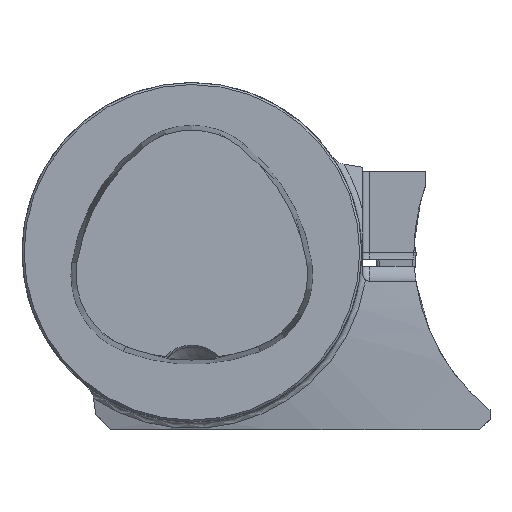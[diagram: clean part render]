
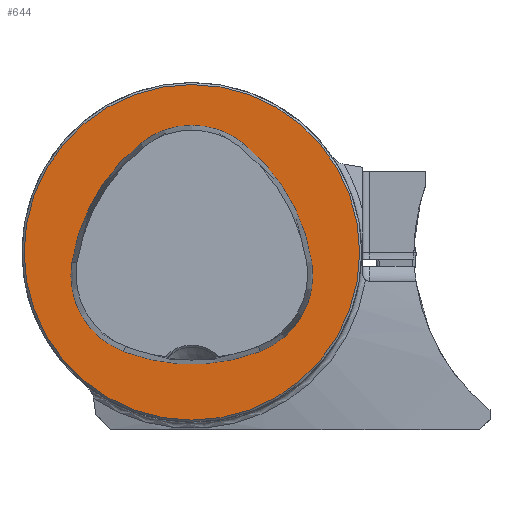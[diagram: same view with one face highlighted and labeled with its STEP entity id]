
A CAD part, top view. The second image highlights one B-rep face of the part: STEP entity #644.
In plain terms, the highlighted planar face has unit normal (0, 0, 1).
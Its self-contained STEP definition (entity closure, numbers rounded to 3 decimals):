
#108=FACE_BOUND('',#895,.T.);
#109=FACE_BOUND('',#896,.T.);
#192=PLANE('',#2428);
#644=ADVANCED_FACE('CU_FL_N1_SU_1',(#108,#109),#192,.T.);
#895=EDGE_LOOP('',(#1272,#1273,#1274,#1275,#1276,#1277));
#896=EDGE_LOOP('',(#1278));
#1004=CIRCLE('',#2419,28.075);
#1006=CIRCLE('',#2422,28.075);
#1007=CIRCLE('',#2423,12.075);
#1008=CIRCLE('',#2424,12.075);
#1009=CIRCLE('',#2425,28.075);
#1010=CIRCLE('',#2426,12.075);
#1011=CIRCLE('',#2427,24.7);
#1272=ORIENTED_EDGE('',*,*,#2077,.F.);
#1273=ORIENTED_EDGE('',*,*,#2078,.F.);
#1274=ORIENTED_EDGE('',*,*,#2070,.F.);
#1275=ORIENTED_EDGE('',*,*,#2079,.F.);
#1276=ORIENTED_EDGE('',*,*,#2080,.F.);
#1277=ORIENTED_EDGE('',*,*,#2081,.F.);
#1278=ORIENTED_EDGE('',*,*,#2082,.T.);
#1820=VERTEX_POINT('',#3995);
#1821=VERTEX_POINT('',#3997);
#1827=VERTEX_POINT('',#4029);
#1828=VERTEX_POINT('',#4030);
#1829=VERTEX_POINT('',#4033);
#1830=VERTEX_POINT('',#4035);
#1831=VERTEX_POINT('',#4038);
#2070=EDGE_CURVE('',#1820,#1821,#1004,.T.);
#2077=EDGE_CURVE('',#1827,#1828,#1006,.T.);
#2078=EDGE_CURVE('',#1821,#1827,#1007,.T.);
#2079=EDGE_CURVE('',#1829,#1820,#1008,.T.);
#2080=EDGE_CURVE('',#1830,#1829,#1009,.T.);
#2081=EDGE_CURVE('',#1828,#1830,#1010,.T.);
#2082=EDGE_CURVE('',#1831,#1831,#1011,.T.);
#2419=AXIS2_PLACEMENT_3D('',#3996,#2780,#2781);
#2422=AXIS2_PLACEMENT_3D('',#4028,#2787,#2788);
#2423=AXIS2_PLACEMENT_3D('',#4031,#2789,#2790);
#2424=AXIS2_PLACEMENT_3D('',#4032,#2791,#2792);
#2425=AXIS2_PLACEMENT_3D('',#4034,#2793,#2794);
#2426=AXIS2_PLACEMENT_3D('',#4036,#2795,#2796);
#2427=AXIS2_PLACEMENT_3D('',#4037,#2797,#2798);
#2428=AXIS2_PLACEMENT_3D('',#4039,#2799,#2800);
#2780=DIRECTION('',(0.,0.,1.));
#2781=DIRECTION('',(-1.,0.,0.));
#2787=DIRECTION('',(0.,0.,1.));
#2788=DIRECTION('',(-1.,0.,0.));
#2789=DIRECTION('',(0.,0.,1.));
#2790=DIRECTION('',(-1.,0.,0.));
#2791=DIRECTION('',(0.,0.,1.));
#2792=DIRECTION('',(-1.,0.,0.));
#2793=DIRECTION('',(0.,0.,1.));
#2794=DIRECTION('',(-1.,0.,0.));
#2795=DIRECTION('',(0.,0.,1.));
#2796=DIRECTION('',(-1.,0.,0.));
#2797=DIRECTION('',(0.,0.,1.));
#2798=DIRECTION('',(-1.,0.,0.));
#2799=DIRECTION('',(0.,0.,1.));
#2800=DIRECTION('',(-1.,0.,0.));
#3995=CARTESIAN_POINT('',(-10.05,-14.595,0.));
#3996=CARTESIAN_POINT('',(0.,11.62,0.));
#3997=CARTESIAN_POINT('',(10.05,-14.595,0.));
#4028=CARTESIAN_POINT('',(-10.078,-5.807,0.));
#4029=CARTESIAN_POINT('',(17.656,-1.443,0.));
#4030=CARTESIAN_POINT('',(7.606,15.999,0.));
#4031=CARTESIAN_POINT('',(5.727,-3.32,0.));
#4032=CARTESIAN_POINT('',(-5.727,-3.32,0.));
#4033=CARTESIAN_POINT('',(-17.656,-1.443,0.));
#4034=CARTESIAN_POINT('',(10.078,-5.807,0.));
#4035=CARTESIAN_POINT('',(-7.606,15.999,0.));
#4036=CARTESIAN_POINT('',(0.,6.62,0.));
#4037=CARTESIAN_POINT('',(0.,0.,0.));
#4038=CARTESIAN_POINT('',(-24.7,0.,0.));
#4039=CARTESIAN_POINT('',(0.,0.,0.));
